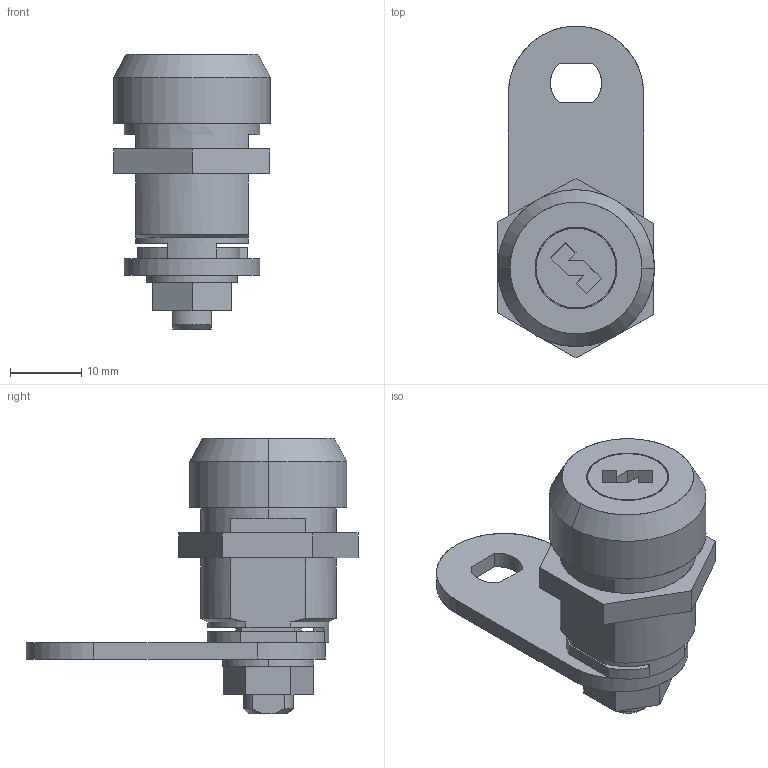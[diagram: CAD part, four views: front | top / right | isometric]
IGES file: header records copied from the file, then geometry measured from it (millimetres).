
Start section: SolidWorks IGES file using analytic representation for surfaces
Global section: file name: C-346.IGS; native system: SolidWorks 2007; preprocessor: SolidWorks 2007; author: nhaneda; date: 091102.113944; units: millimetre
Bounding box: 22 x 46.59 x 38.7 mm (x, y, z)
Surface area: 8309.7 mm2 (no closed solid volume)
Topology: 0 solids, 0 shells, 128 faces, 1558 edges, 1558 vertices
Faces by surface type: bspline 80, revolution 48
